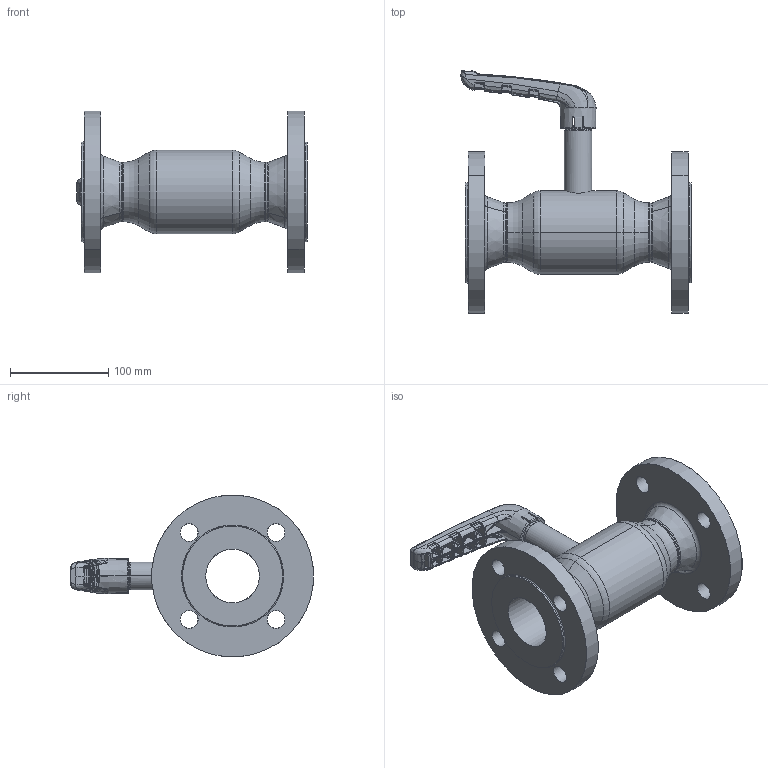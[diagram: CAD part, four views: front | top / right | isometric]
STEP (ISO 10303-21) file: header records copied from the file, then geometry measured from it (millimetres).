
FILE_DESCRIPTION (( 'STEP AP214' ), '1' );
FILE_NAME ('1050005001-xxxx.step', '2019-05-10T10:46:22', ( '' ), ( '' ), 'SwSTEP 2.0', 'SolidWorks 2017', '' );
FILE_SCHEMA (( 'AUTOMOTIVE_DESIGN' ));
Length unit declared in the file: millimetre
Products named in the file (1): 1050005001-xxxx
Bounding box: 234.35 x 246.99 x 164.37 mm (x, y, z)
Surface area: 185091.8 mm2 (no closed solid volume)
Topology: 0 solids, 10 shells, 732 faces, 2492 edges, 1653 vertices
Faces by surface type: bspline 545, cone 66, cylinder 46, plane 40, torus 29, sphere 6
Entity records: 55034 total; most frequent: CARTESIAN_POINT 31183, ORIENTED_EDGE 3807, EDGE_CURVE 2476, DIRECTION 1749, B_SPLINE_CURVE_WITH_KNOTS 1686, VERTEX_POINT 1651, AXIS2_PLACEMENT_3D 773, EDGE_LOOP 759
